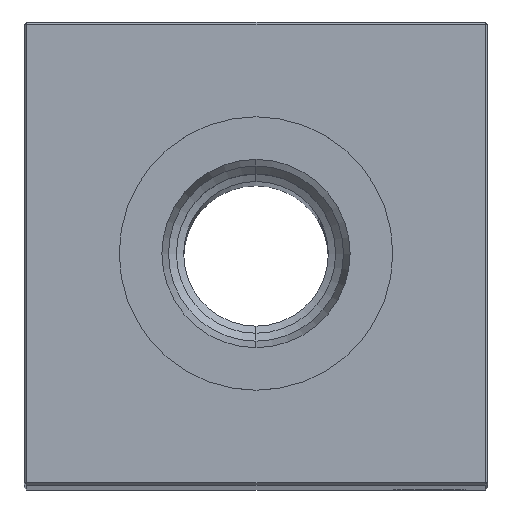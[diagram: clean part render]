
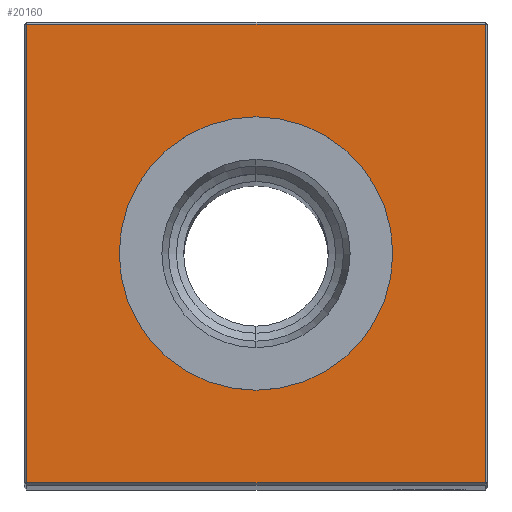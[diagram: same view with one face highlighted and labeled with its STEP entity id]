
A CAD part, top view. The second image highlights one B-rep face of the part: STEP entity #20160.
In plain terms, the highlighted planar face has unit normal (0, 0, 1).
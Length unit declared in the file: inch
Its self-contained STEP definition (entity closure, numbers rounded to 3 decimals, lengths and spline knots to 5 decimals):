
#252 = CARTESIAN_POINT ( 'NONE',  ( 0., -0.59055, 12.25 ) ) ;
#281 = VERTEX_POINT ( 'NONE', #252 ) ;
#1097 = ORIENTED_EDGE ( 'NONE', *, *, #11796, .T. ) ;
#1612 = EDGE_CURVE ( 'NONE', #10970, #281, #10939, .T. ) ;
#1729 = FACE_BOUND ( 'NONE', #16511, .T. ) ;
#1789 = LINE ( 'NONE', #13779, #24726 ) ;
#3176 = ORIENTED_EDGE ( 'NONE', *, *, #21815, .T. ) ;
#3413 = CARTESIAN_POINT ( 'NONE',  ( 0.99, 0.99, 12.25 ) ) ;
#3447 = DIRECTION ( 'NONE',  ( 0., 0., -1. ) ) ;
#3586 = DIRECTION ( 'NONE',  ( -1., 0., 0. ) ) ;
#3715 = FACE_OUTER_BOUND ( 'NONE', #7536, .T. ) ;
#3820 = VERTEX_POINT ( 'NONE', #3413 ) ;
#3999 = ORIENTED_EDGE ( 'NONE', *, *, #16468, .T. ) ;
#4606 = CARTESIAN_POINT ( 'NONE',  ( 0., 0.59055, 12.25 ) ) ;
#5853 = DIRECTION ( 'NONE',  ( 1., 0., 0. ) ) ;
#6120 = CARTESIAN_POINT ( 'NONE',  ( 0.99, -0.99, 12.25 ) ) ;
#6518 = ORIENTED_EDGE ( 'NONE', *, *, #19185, .T. ) ;
#6922 = LINE ( 'NONE', #21121, #13093 ) ;
#7247 = ORIENTED_EDGE ( 'NONE', *, *, #25862, .T. ) ;
#7536 = EDGE_LOOP ( 'NONE', ( #1097, #3176, #6518, #3999 ) ) ;
#7589 = CARTESIAN_POINT ( 'NONE',  ( 0., 0., 12.25 ) ) ;
#8480 = CARTESIAN_POINT ( 'NONE',  ( -0.99, 0., 12.25 ) ) ;
#9674 = AXIS2_PLACEMENT_3D ( 'NONE', #12998, #25322, #24933 ) ;
#10101 = DIRECTION ( 'NONE',  ( 0., 0., -1. ) ) ;
#10939 = CIRCLE ( 'NONE', #9674, 0.59055 ) ;
#10970 = VERTEX_POINT ( 'NONE', #4606 ) ;
#11197 = AXIS2_PLACEMENT_3D ( 'NONE', #24030, #3447, #21511 ) ;
#11796 = EDGE_CURVE ( 'NONE', #22250, #16815, #18173, .T. ) ;
#12998 = CARTESIAN_POINT ( 'NONE',  ( 0., 0., 12.25 ) ) ;
#13093 = VECTOR ( 'NONE', #23110, 39.37008 ) ;
#13480 = VECTOR ( 'NONE', #5853, 39.37008 ) ;
#13779 = CARTESIAN_POINT ( 'NONE',  ( 0., 0.99, 12.25 ) ) ;
#13839 = LINE ( 'NONE', #24435, #13480 ) ;
#15154 = AXIS2_PLACEMENT_3D ( 'NONE', #7589, #10101, #3586 ) ;
#16082 = PLANE ( 'NONE',  #15154 ) ;
#16468 = EDGE_CURVE ( 'NONE', #3820, #22250, #1789, .T. ) ;
#16511 = EDGE_LOOP ( 'NONE', ( #22176, #7247 ) ) ;
#16577 = CARTESIAN_POINT ( 'NONE',  ( -0.99, 0.99, 12.25 ) ) ;
#16815 = VERTEX_POINT ( 'NONE', #24611 ) ;
#18173 = LINE ( 'NONE', #8480, #24678 ) ;
#18274 = DIRECTION ( 'NONE',  ( -1., 0., 0. ) ) ;
#19185 = EDGE_CURVE ( 'NONE', #21004, #3820, #6922, .T. ) ;
#20160 = ADVANCED_FACE ( 'NONE', ( #3715, #1729 ), #16082, .F. ) ;
#21004 = VERTEX_POINT ( 'NONE', #6120 ) ;
#21121 = CARTESIAN_POINT ( 'NONE',  ( 0.99, 0., 12.25 ) ) ;
#21351 = CIRCLE ( 'NONE', #11197, 0.59055 ) ;
#21511 = DIRECTION ( 'NONE',  ( -1., 0., 0. ) ) ;
#21815 = EDGE_CURVE ( 'NONE', #16815, #21004, #13839, .T. ) ;
#22176 = ORIENTED_EDGE ( 'NONE', *, *, #1612, .T. ) ;
#22250 = VERTEX_POINT ( 'NONE', #16577 ) ;
#22408 = DIRECTION ( 'NONE',  ( 0., -1., 0. ) ) ;
#23110 = DIRECTION ( 'NONE',  ( 0., 1., 0. ) ) ;
#24030 = CARTESIAN_POINT ( 'NONE',  ( 0., 0., 12.25 ) ) ;
#24435 = CARTESIAN_POINT ( 'NONE',  ( 0., -0.99, 12.25 ) ) ;
#24611 = CARTESIAN_POINT ( 'NONE',  ( -0.99, -0.99, 12.25 ) ) ;
#24678 = VECTOR ( 'NONE', #22408, 39.37008 ) ;
#24726 = VECTOR ( 'NONE', #18274, 39.37008 ) ;
#24933 = DIRECTION ( 'NONE',  ( -1., 0., 0. ) ) ;
#25322 = DIRECTION ( 'NONE',  ( 0., 0., -1. ) ) ;
#25862 = EDGE_CURVE ( 'NONE', #281, #10970, #21351, .T. ) ;
